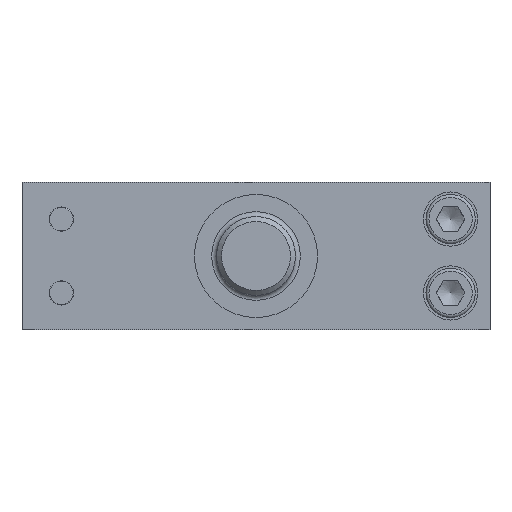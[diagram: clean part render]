
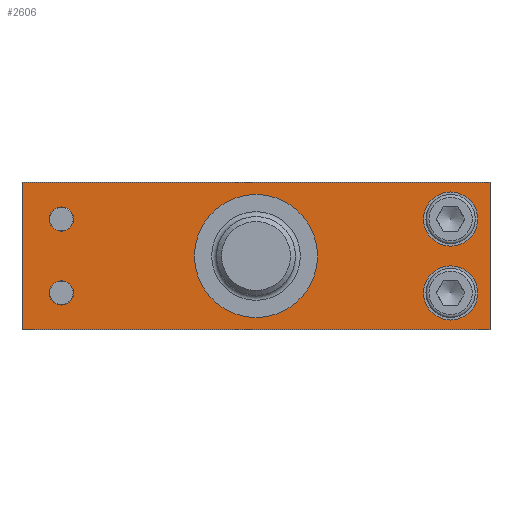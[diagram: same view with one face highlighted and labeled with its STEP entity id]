
A CAD part, front view. The second image highlights one B-rep face of the part: STEP entity #2606.
In plain terms, the highlighted planar face has unit normal (0, -1, 0).
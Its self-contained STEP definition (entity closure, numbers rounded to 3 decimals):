
#257=LINE('',#4391,#409);
#259=LINE('',#4395,#411);
#261=LINE('',#4399,#413);
#263=LINE('',#4402,#415);
#409=VECTOR('',#3528,95.);
#411=VECTOR('',#3532,30.);
#413=VECTOR('',#3536,95.);
#415=VECTOR('',#3540,30.);
#511=PLANE('',#2868);
#603=FACE_BOUND('',#1027,.T.);
#604=FACE_BOUND('',#1028,.T.);
#605=FACE_BOUND('',#1029,.T.);
#606=FACE_BOUND('',#1030,.T.);
#607=FACE_BOUND('',#1031,.T.);
#771=FACE_OUTER_BOUND('',#1026,.T.);
#1026=EDGE_LOOP('',(#2247,#2248,#2249,#2250));
#1027=EDGE_LOOP('',(#2251));
#1028=EDGE_LOOP('',(#2252));
#1029=EDGE_LOOP('',(#2253));
#1030=EDGE_LOOP('',(#2254));
#1031=EDGE_LOOP('',(#2255));
#1113=CIRCLE('',#2832,12.5);
#1115=CIRCLE('',#2836,5.5);
#1118=CIRCLE('',#2842,5.5);
#1120=CIRCLE('',#2846,2.459);
#1121=CIRCLE('',#2848,2.459);
#1325=VERTEX_POINT('',#4308);
#1327=VERTEX_POINT('',#4314);
#1330=VERTEX_POINT('',#4323);
#1332=VERTEX_POINT('',#4329);
#1333=VERTEX_POINT('',#4332);
#1352=VERTEX_POINT('',#4388);
#1353=VERTEX_POINT('',#4390);
#1354=VERTEX_POINT('',#4394);
#1355=VERTEX_POINT('',#4398);
#1613=EDGE_CURVE('',#1325,#1325,#1113,.T.);
#1615=EDGE_CURVE('',#1327,#1327,#1115,.T.);
#1618=EDGE_CURVE('',#1330,#1330,#1118,.T.);
#1620=EDGE_CURVE('',#1332,#1332,#1120,.T.);
#1621=EDGE_CURVE('',#1333,#1333,#1121,.T.);
#1649=EDGE_CURVE('',#1352,#1353,#257,.T.);
#1651=EDGE_CURVE('',#1353,#1354,#259,.T.);
#1653=EDGE_CURVE('',#1354,#1355,#261,.T.);
#1655=EDGE_CURVE('',#1355,#1352,#263,.T.);
#2247=ORIENTED_EDGE('',*,*,#1651,.F.);
#2248=ORIENTED_EDGE('',*,*,#1649,.F.);
#2249=ORIENTED_EDGE('',*,*,#1655,.F.);
#2250=ORIENTED_EDGE('',*,*,#1653,.F.);
#2251=ORIENTED_EDGE('',*,*,#1613,.T.);
#2252=ORIENTED_EDGE('',*,*,#1615,.T.);
#2253=ORIENTED_EDGE('',*,*,#1618,.T.);
#2254=ORIENTED_EDGE('',*,*,#1620,.T.);
#2255=ORIENTED_EDGE('',*,*,#1621,.T.);
#2606=ADVANCED_FACE('',(#771,#603,#604,#605,#606,#607),#511,.T.);
#2832=AXIS2_PLACEMENT_3D('',#4309,#3441,#3442);
#2836=AXIS2_PLACEMENT_3D('',#4315,#3449,#3450);
#2842=AXIS2_PLACEMENT_3D('',#4324,#3461,#3462);
#2846=AXIS2_PLACEMENT_3D('',#4330,#3469,#3470);
#2848=AXIS2_PLACEMENT_3D('',#4333,#3473,#3474);
#2868=AXIS2_PLACEMENT_3D('',#4403,#3541,#3542);
#3441=DIRECTION('center_axis',(0.,1.,0.));
#3442=DIRECTION('ref_axis',(-1.,0.,0.));
#3449=DIRECTION('center_axis',(0.,1.,0.));
#3450=DIRECTION('ref_axis',(1.,0.,0.));
#3461=DIRECTION('center_axis',(0.,1.,0.));
#3462=DIRECTION('ref_axis',(1.,0.,0.));
#3469=DIRECTION('center_axis',(0.,1.,0.));
#3470=DIRECTION('ref_axis',(1.,0.,0.));
#3473=DIRECTION('center_axis',(0.,1.,0.));
#3474=DIRECTION('ref_axis',(1.,0.,0.));
#3528=DIRECTION('',(1.,0.,0.));
#3532=DIRECTION('',(0.,0.,-1.));
#3536=DIRECTION('',(-1.,0.,0.));
#3540=DIRECTION('',(0.,0.,1.));
#3541=DIRECTION('center_axis',(0.,-1.,0.));
#3542=DIRECTION('ref_axis',(1.,0.,0.));
#4308=CARTESIAN_POINT('',(12.5,-36.,15.));
#4309=CARTESIAN_POINT('Origin',(0.,-36.,15.));
#4314=CARTESIAN_POINT('',(45.,-36.,22.5));
#4315=CARTESIAN_POINT('Origin',(39.5,-36.,22.5));
#4323=CARTESIAN_POINT('',(45.,-36.,7.5));
#4324=CARTESIAN_POINT('Origin',(39.5,-36.,7.5));
#4329=CARTESIAN_POINT('',(-37.042,-36.,7.5));
#4330=CARTESIAN_POINT('Origin',(-39.5,-36.,7.5));
#4332=CARTESIAN_POINT('',(-37.042,-36.,22.5));
#4333=CARTESIAN_POINT('Origin',(-39.5,-36.,22.5));
#4388=CARTESIAN_POINT('',(-47.5,-36.,30.));
#4390=CARTESIAN_POINT('',(47.5,-36.,30.));
#4391=CARTESIAN_POINT('',(-47.5,-36.,30.));
#4394=CARTESIAN_POINT('',(47.5,-36.,0.));
#4395=CARTESIAN_POINT('',(47.5,-36.,30.));
#4398=CARTESIAN_POINT('',(-47.5,-36.,0.));
#4399=CARTESIAN_POINT('',(47.5,-36.,0.));
#4402=CARTESIAN_POINT('',(-47.5,-36.,0.));
#4403=CARTESIAN_POINT('Origin',(0.,-36.,15.));
